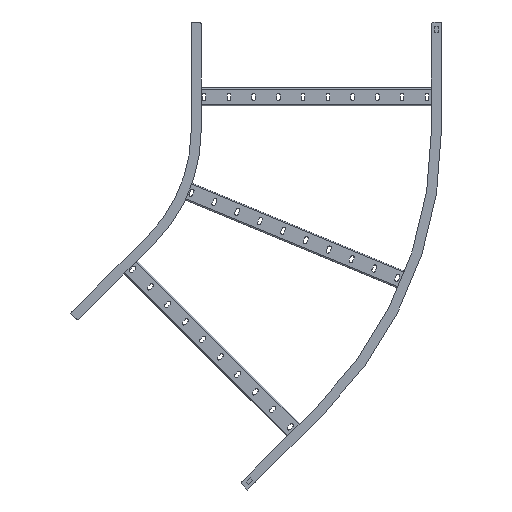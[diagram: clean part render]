
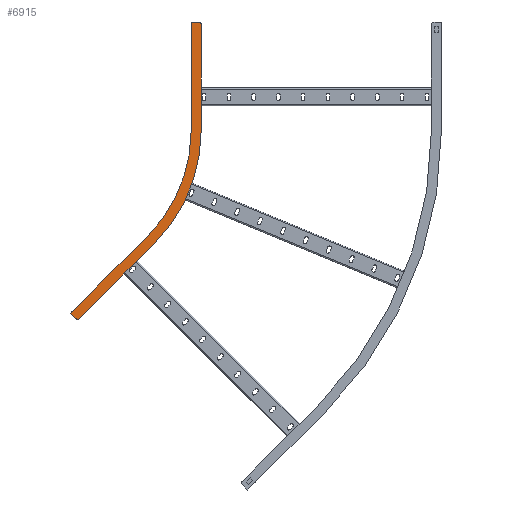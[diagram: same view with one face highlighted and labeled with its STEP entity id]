
A CAD part, front view. The second image highlights one B-rep face of the part: STEP entity #6915.
In plain terms, the highlighted planar face has unit normal (0, -1, 0).
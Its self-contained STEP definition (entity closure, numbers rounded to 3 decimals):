
#2 = LINE ( 'NONE', #5966, #383 ) ;
#15 = ORIENTED_EDGE ( 'NONE', *, *, #2207, .F. ) ;
#32 = ORIENTED_EDGE ( 'NONE', *, *, #1145, .T. ) ;
#189 = DIRECTION ( 'NONE',  ( 0., -1., 0. ) ) ;
#272 = CIRCLE ( 'NONE', #5610, 5. ) ;
#372 = ORIENTED_EDGE ( 'NONE', *, *, #2882, .F. ) ;
#383 = VECTOR ( 'NONE', #440, 1000. ) ;
#440 = DIRECTION ( 'NONE',  ( 0., 0., -1. ) ) ;
#655 = LINE ( 'NONE', #2873, #4366 ) ;
#674 = DIRECTION ( 'NONE',  ( -0.707, 0., 0.707 ) ) ;
#820 = DIRECTION ( 'NONE',  ( -1., 0., 0. ) ) ;
#836 = CARTESIAN_POINT ( 'NONE',  ( 69.296, 0., -376.181 ) ) ;
#849 = LINE ( 'NONE', #6185, #3417 ) ;
#932 = VERTEX_POINT ( 'NONE', #5781 ) ;
#1010 = LINE ( 'NONE', #5778, #7925 ) ;
#1087 = EDGE_CURVE ( 'NONE', #4057, #5983, #655, .T. ) ;
#1105 = CARTESIAN_POINT ( 'NONE',  ( 320., 0., 0. ) ) ;
#1145 = EDGE_CURVE ( 'NONE', #5068, #3198, #272, .T. ) ;
#1322 = AXIS2_PLACEMENT_3D ( 'NONE', #1419, #5704, #2007 ) ;
#1398 = CARTESIAN_POINT ( 'NONE',  ( -101.942, 0., -204.942 ) ) ;
#1419 = CARTESIAN_POINT ( 'NONE',  ( 0., 0., 0. ) ) ;
#1517 = CARTESIAN_POINT ( 'NONE',  ( 302.2, 0., 217. ) ) ;
#1579 = DIRECTION ( 'NONE',  ( 0.707, 0., 0.707 ) ) ;
#1604 = ORIENTED_EDGE ( 'NONE', *, *, #6596, .F. ) ;
#1707 = CIRCLE ( 'NONE', #2172, 5. ) ;
#2007 = DIRECTION ( 'NONE',  ( 1., 0., 0. ) ) ;
#2031 = VERTEX_POINT ( 'NONE', #6047 ) ;
#2109 = DIRECTION ( 'NONE',  ( 0., 0., -1. ) ) ;
#2150 = EDGE_CURVE ( 'NONE', #5165, #4889, #1707, .T. ) ;
#2172 = AXIS2_PLACEMENT_3D ( 'NONE', #6312, #189, #5131 ) ;
#2207 = EDGE_CURVE ( 'NONE', #2031, #4057, #6397, .T. ) ;
#2274 = DIRECTION ( 'NONE',  ( 1., 0., 0. ) ) ;
#2704 = DIRECTION ( 'NONE',  ( -0.707, 0., 0.707 ) ) ;
#2784 = EDGE_CURVE ( 'NONE', #6826, #932, #3018, .T. ) ;
#2795 = EDGE_CURVE ( 'NONE', #4889, #6826, #1010, .T. ) ;
#2873 = CARTESIAN_POINT ( 'NONE',  ( 480.632, 0., 56.368 ) ) ;
#2882 = EDGE_CURVE ( 'NONE', #6306, #3198, #5034, .T. ) ;
#3018 = LINE ( 'NONE', #1517, #6575 ) ;
#3060 = CIRCLE ( 'NONE', #6419, 300. ) ;
#3160 = ORIENTED_EDGE ( 'NONE', *, *, #2150, .T. ) ;
#3198 = VERTEX_POINT ( 'NONE', #4325 ) ;
#3220 = ORIENTED_EDGE ( 'NONE', *, *, #4541, .F. ) ;
#3226 = CARTESIAN_POINT ( 'NONE',  ( 320., 0., 217. ) ) ;
#3309 = CARTESIAN_POINT ( 'NONE',  ( 320., 0., 212. ) ) ;
#3373 = CARTESIAN_POINT ( 'NONE',  ( 226.274, 0., -226.274 ) ) ;
#3391 = VECTOR ( 'NONE', #5882, 1000. ) ;
#3396 = CARTESIAN_POINT ( 'NONE',  ( 300., 0., 0. ) ) ;
#3417 = VECTOR ( 'NONE', #674, 1000. ) ;
#3433 = CARTESIAN_POINT ( 'NONE',  ( 58.69, 0., -365.574 ) ) ;
#3450 = DIRECTION ( 'NONE',  ( 0., -1., 0. ) ) ;
#3459 = DIRECTION ( 'NONE',  ( 0., -1., 0. ) ) ;
#3601 = FACE_OUTER_BOUND ( 'NONE', #3914, .T. ) ;
#3853 = DIRECTION ( 'NONE',  ( -1., 0., 0. ) ) ;
#3914 = EDGE_LOOP ( 'NONE', ( #1604, #32, #372, #7312, #3220, #3160, #6948, #6388, #7043, #5893, #4930, #15 ) ) ;
#4057 = VERTEX_POINT ( 'NONE', #3433 ) ;
#4313 = VECTOR ( 'NONE', #2109, 1000. ) ;
#4325 = CARTESIAN_POINT ( 'NONE',  ( 76.368, 0., -376.181 ) ) ;
#4366 = VECTOR ( 'NONE', #1579, 1000. ) ;
#4526 = EDGE_CURVE ( 'NONE', #6471, #6306, #7708, .T. ) ;
#4541 = EDGE_CURVE ( 'NONE', #5165, #6471, #6648, .T. ) ;
#4643 = CARTESIAN_POINT ( 'NONE',  ( 302.2, 0., 217. ) ) ;
#4727 = CARTESIAN_POINT ( 'NONE',  ( 0., 0., 0. ) ) ;
#4889 = VERTEX_POINT ( 'NONE', #6642 ) ;
#4930 = ORIENTED_EDGE ( 'NONE', *, *, #1087, .F. ) ;
#5034 = LINE ( 'NONE', #3373, #3391 ) ;
#5068 = VERTEX_POINT ( 'NONE', #836 ) ;
#5131 = DIRECTION ( 'NONE',  ( 1., 0., 0. ) ) ;
#5165 = VERTEX_POINT ( 'NONE', #3309 ) ;
#5349 = DIRECTION ( 'NONE',  ( 1., 0., 0. ) ) ;
#5610 = AXIS2_PLACEMENT_3D ( 'NONE', #7183, #3450, #7131 ) ;
#5704 = DIRECTION ( 'NONE',  ( 0., 1., 0. ) ) ;
#5778 = CARTESIAN_POINT ( 'NONE',  ( 320., 0., 217. ) ) ;
#5781 = CARTESIAN_POINT ( 'NONE',  ( 300., 0., 217. ) ) ;
#5806 = AXIS2_PLACEMENT_3D ( 'NONE', #7327, #3459, #2274 ) ;
#5817 = VECTOR ( 'NONE', #2704, 1000. ) ;
#5882 = DIRECTION ( 'NONE',  ( -0.707, 0., -0.707 ) ) ;
#5885 = EDGE_CURVE ( 'NONE', #5983, #7949, #3060, .T. ) ;
#5893 = ORIENTED_EDGE ( 'NONE', *, *, #5885, .F. ) ;
#5966 = CARTESIAN_POINT ( 'NONE',  ( 300., 0., 217. ) ) ;
#5983 = VERTEX_POINT ( 'NONE', #7375 ) ;
#6047 = CARTESIAN_POINT ( 'NONE',  ( 60.245, 0., -367.13 ) ) ;
#6185 = CARTESIAN_POINT ( 'NONE',  ( 72.832, 0., -379.716 ) ) ;
#6306 = VERTEX_POINT ( 'NONE', #7123 ) ;
#6312 = CARTESIAN_POINT ( 'NONE',  ( 315., 0., 212. ) ) ;
#6334 = EDGE_CURVE ( 'NONE', #932, #7949, #2, .T. ) ;
#6388 = ORIENTED_EDGE ( 'NONE', *, *, #2784, .T. ) ;
#6397 = LINE ( 'NONE', #1398, #5817 ) ;
#6419 = AXIS2_PLACEMENT_3D ( 'NONE', #4727, #7838, #5349 ) ;
#6471 = VERTEX_POINT ( 'NONE', #1105 ) ;
#6518 = PLANE ( 'NONE',  #5806 ) ;
#6575 = VECTOR ( 'NONE', #3853, 1000. ) ;
#6596 = EDGE_CURVE ( 'NONE', #5068, #2031, #849, .T. ) ;
#6642 = CARTESIAN_POINT ( 'NONE',  ( 315., 0., 217. ) ) ;
#6648 = LINE ( 'NONE', #3226, #4313 ) ;
#6826 = VERTEX_POINT ( 'NONE', #4643 ) ;
#6915 = ADVANCED_FACE ( 'NONE', ( #3601 ), #6518, .T. ) ;
#6948 = ORIENTED_EDGE ( 'NONE', *, *, #2795, .T. ) ;
#7043 = ORIENTED_EDGE ( 'NONE', *, *, #6334, .T. ) ;
#7123 = CARTESIAN_POINT ( 'NONE',  ( 226.274, 0., -226.274 ) ) ;
#7131 = DIRECTION ( 'NONE',  ( 1., 0., 0. ) ) ;
#7183 = CARTESIAN_POINT ( 'NONE',  ( 72.832, 0., -372.645 ) ) ;
#7312 = ORIENTED_EDGE ( 'NONE', *, *, #4526, .F. ) ;
#7327 = CARTESIAN_POINT ( 'NONE',  ( 226.274, 0., -226.274 ) ) ;
#7375 = CARTESIAN_POINT ( 'NONE',  ( 212.132, 0., -212.132 ) ) ;
#7708 = CIRCLE ( 'NONE', #1322, 320. ) ;
#7838 = DIRECTION ( 'NONE',  ( 0., -1., 0. ) ) ;
#7925 = VECTOR ( 'NONE', #820, 1000. ) ;
#7949 = VERTEX_POINT ( 'NONE', #3396 ) ;
